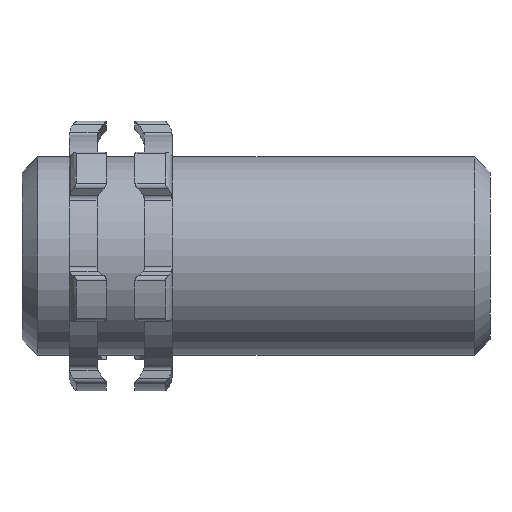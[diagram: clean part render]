
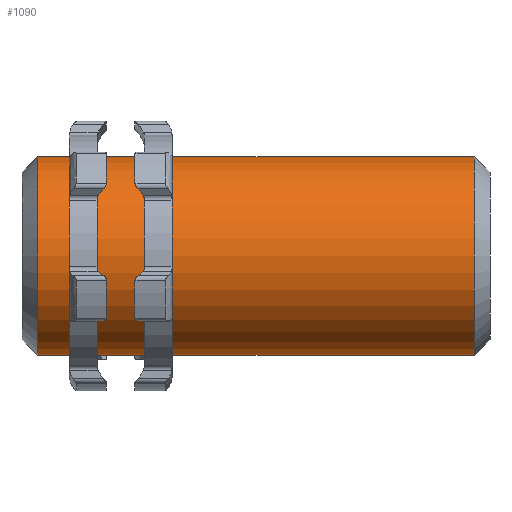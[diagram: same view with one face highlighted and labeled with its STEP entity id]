
A CAD part, left-side view. The second image highlights one B-rep face of the part: STEP entity #1090.
In plain terms, the highlighted cylindrical face has radius 10.477 mm (diameter 20.955 mm), a full revolution.
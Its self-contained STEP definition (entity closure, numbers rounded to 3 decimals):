
#132=CYLINDRICAL_SURFACE('',#1231,10.478);
#175=FACE_OUTER_BOUND('',#244,.T.);
#244=EDGE_LOOP('',(#759,#760,#761,#762));
#315=LINE('',#1655,#370);
#370=VECTOR('',#1370,10.478);
#423=CIRCLE('',#1226,10.478);
#425=CIRCLE('',#1230,10.478);
#467=VERTEX_POINT('',#1643);
#469=VERTEX_POINT('',#1651);
#574=EDGE_CURVE('',#467,#467,#423,.T.);
#578=EDGE_CURVE('',#469,#469,#425,.T.);
#579=EDGE_CURVE('',#467,#469,#315,.T.);
#759=ORIENTED_EDGE('',*,*,#574,.F.);
#760=ORIENTED_EDGE('',*,*,#579,.T.);
#761=ORIENTED_EDGE('',*,*,#578,.F.);
#762=ORIENTED_EDGE('',*,*,#579,.F.);
#1090=ADVANCED_FACE('',(#175),#132,.T.);
#1226=AXIS2_PLACEMENT_3D('',#1645,#1356,#1357);
#1230=AXIS2_PLACEMENT_3D('',#1653,#1366,#1367);
#1231=AXIS2_PLACEMENT_3D('',#1654,#1368,#1369);
#1356=DIRECTION('center_axis',(0.,1.,0.));
#1357=DIRECTION('ref_axis',(1.,0.,0.));
#1366=DIRECTION('center_axis',(0.,-1.,0.));
#1367=DIRECTION('ref_axis',(1.,0.,0.));
#1368=DIRECTION('center_axis',(0.,1.,0.));
#1369=DIRECTION('ref_axis',(1.,0.,0.));
#1370=DIRECTION('',(0.,-1.,0.));
#1643=CARTESIAN_POINT('',(-10.478,48.,0.));
#1645=CARTESIAN_POINT('Origin',(0.,48.,0.));
#1651=CARTESIAN_POINT('',(-10.478,2.,0.));
#1653=CARTESIAN_POINT('Origin',(0.,2.,0.));
#1654=CARTESIAN_POINT('Origin',(0.,0.,0.));
#1655=CARTESIAN_POINT('',(-10.478,0.,0.));
